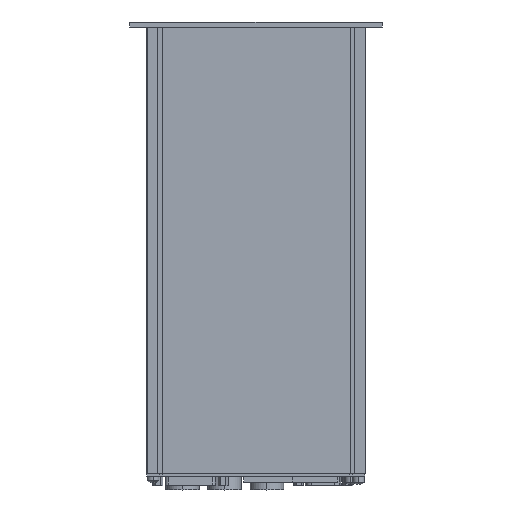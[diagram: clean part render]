
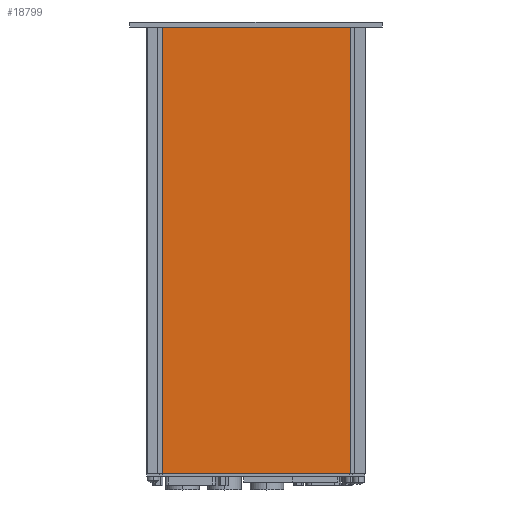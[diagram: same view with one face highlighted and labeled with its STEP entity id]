
A CAD part, left-side view. The second image highlights one B-rep face of the part: STEP entity #18799.
In plain terms, the highlighted planar face has unit normal (-1, 0, 0).
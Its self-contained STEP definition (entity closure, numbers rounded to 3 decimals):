
#9623=CARTESIAN_POINT('',(-12.5,4.3,-227.));
#9624=VERTEX_POINT('',#9623);
#9633=CARTESIAN_POINT('',(-12.5,99.9,-227.));
#9634=VERTEX_POINT('',#9633);
#9635=CARTESIAN_POINT('',(-12.5,99.9,-227.));
#9636=DIRECTION('',(0.0,-1.0,0.0));
#9637=VECTOR('',#9636,95.6);
#9638=LINE('',#9635,#9637);
#9639=EDGE_CURVE('',#9634,#9624,#9638,.T.);
#17730=CARTESIAN_POINT('',(-12.5,4.3,0.0));
#17731=VERTEX_POINT('',#17730);
#17738=CARTESIAN_POINT('',(-12.5,4.3,0.0));
#17739=DIRECTION('',(0.0,0.0,-1.0));
#17740=VECTOR('',#17739,227.);
#17741=LINE('',#17738,#17740);
#17742=EDGE_CURVE('',#17731,#9624,#17741,.T.);
#18765=CARTESIAN_POINT('',(-12.5,99.9,0.0));
#18766=VERTEX_POINT('',#18765);
#18767=CARTESIAN_POINT('',(-12.5,99.9,0.0));
#18768=DIRECTION('',(0.0,0.0,-1.0));
#18769=VECTOR('',#18768,227.);
#18770=LINE('',#18767,#18769);
#18771=EDGE_CURVE('',#18766,#9634,#18770,.T.);
#18783=CARTESIAN_POINT('',(-12.5,52.25,0.0));
#18784=DIRECTION('',(-1.0,0.0,0.0));
#18785=DIRECTION('',(0.0,0.0,1.0));
#18786=AXIS2_PLACEMENT_3D('',#18783,#18784,#18785);
#18787=PLANE('',#18786);
#18788=ORIENTED_EDGE('',*,*,#9639,.T.);
#18789=ORIENTED_EDGE('',*,*,#17742,.F.);
#18790=CARTESIAN_POINT('',(-12.5,99.9,0.0));
#18791=DIRECTION('',(0.0,-1.0,0.0));
#18792=VECTOR('',#18791,95.6);
#18793=LINE('',#18790,#18792);
#18794=EDGE_CURVE('',#18766,#17731,#18793,.T.);
#18795=ORIENTED_EDGE('',*,*,#18794,.F.);
#18796=ORIENTED_EDGE('',*,*,#18771,.T.);
#18797=EDGE_LOOP('',(#18788,#18789,#18795,#18796));
#18798=FACE_OUTER_BOUND('',#18797,.T.);
#18799=ADVANCED_FACE('',(#18798),#18787,.T.);
